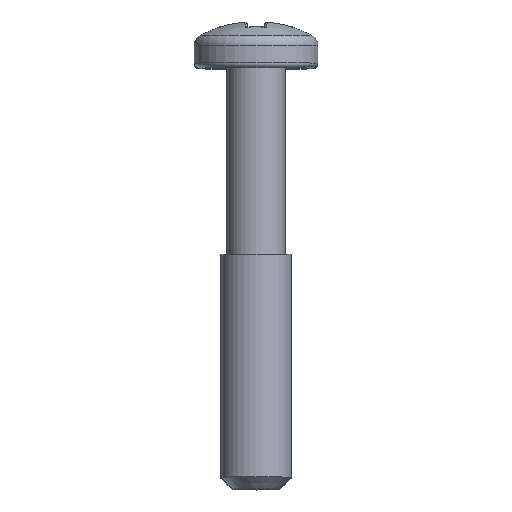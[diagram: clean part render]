
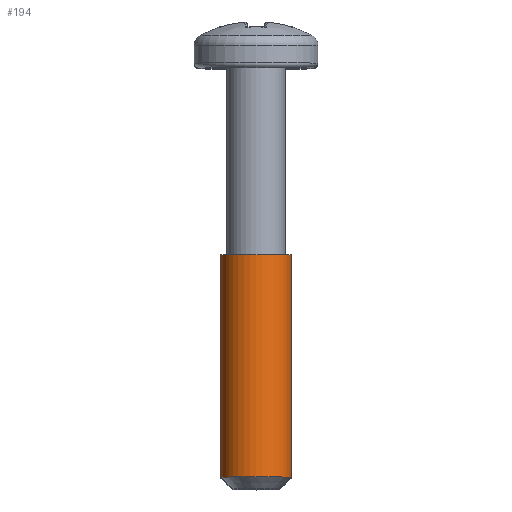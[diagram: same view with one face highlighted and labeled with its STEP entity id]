
A CAD part, top view. The second image highlights one B-rep face of the part: STEP entity #194.
In plain terms, the highlighted cylindrical face has radius 1.5 mm (diameter 3 mm), a full revolution.
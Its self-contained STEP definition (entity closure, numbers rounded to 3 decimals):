
#140=CARTESIAN_POINT('',(10.307,76.315,0.));
#141=VERTEX_POINT('',#140);
#142=CARTESIAN_POINT('',(11.807,76.315,0.0));
#143=DIRECTION('',(0.0,-1.0,0.0));
#144=DIRECTION('',(1.0,0.0,0.0));
#145=AXIS2_PLACEMENT_3D('',#142,#143,#144);
#146=CIRCLE('',#145,1.5);
#147=EDGE_CURVE('',#141,#141,#146,.T.);
#171=CARTESIAN_POINT('',(13.307,66.815,0.));
#172=VERTEX_POINT('',#171);
#173=CARTESIAN_POINT('',(11.807,66.815,0.0));
#174=DIRECTION('',(0.0,-1.0,0.0));
#175=DIRECTION('',(-1.0,0.0,0.0));
#176=AXIS2_PLACEMENT_3D('',#173,#174,#175);
#177=CIRCLE('',#176,1.5);
#178=EDGE_CURVE('',#172,#172,#177,.T.);
#183=CARTESIAN_POINT('',(11.807,84.315,0.0));
#184=DIRECTION('',(0.,-1.0,0.0));
#185=DIRECTION('',(1.0,0.0,0.0));
#186=AXIS2_PLACEMENT_3D('',#183,#184,#185);
#187=CYLINDRICAL_SURFACE('',#186,1.5);
#188=ORIENTED_EDGE('',*,*,#147,.T.);
#189=EDGE_LOOP('',(#188));
#190=FACE_OUTER_BOUND('',#189,.T.);
#191=ORIENTED_EDGE('',*,*,#178,.F.);
#192=EDGE_LOOP('',(#191));
#193=FACE_BOUND('',#192,.T.);
#194=ADVANCED_FACE('',(#190,#193),#187,.T.);
